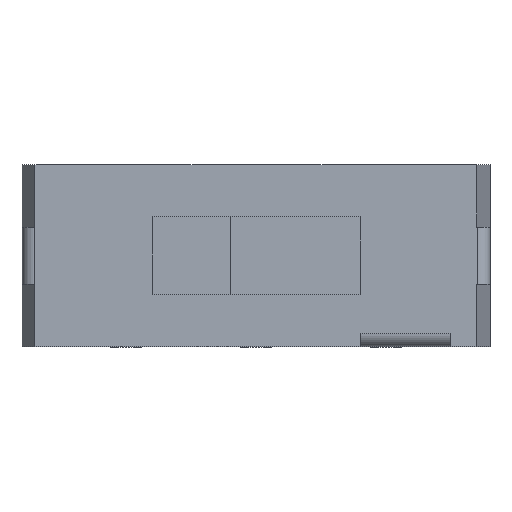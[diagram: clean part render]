
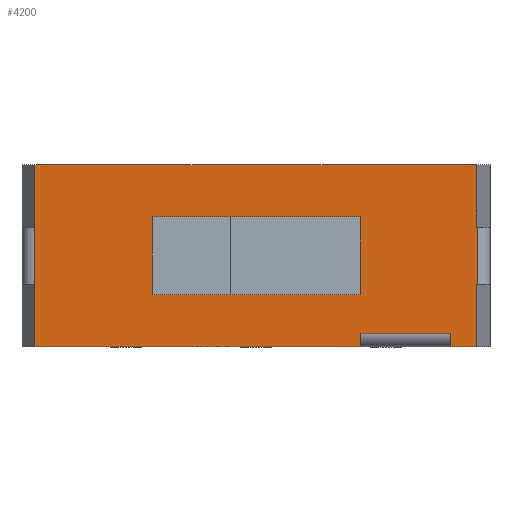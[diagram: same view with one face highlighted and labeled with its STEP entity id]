
A CAD part, top view. The second image highlights one B-rep face of the part: STEP entity #4200.
In plain terms, the highlighted planar face has unit normal (0, 0, 1).
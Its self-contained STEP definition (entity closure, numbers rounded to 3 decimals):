
#3950 = VERTEX_POINT('',#3951);
#3951 = CARTESIAN_POINT('',(2.,-1.75,3.25));
#3957 = EDGE_CURVE('',#3950,#3958,#3960,.T.);
#3958 = VERTEX_POINT('',#3959);
#3959 = CARTESIAN_POINT('',(2.,-1.749,3.25));
#3960 = LINE('',#3961,#3962);
#3961 = CARTESIAN_POINT('',(2.,-1.75,3.25));
#3962 = VECTOR('',#3963,1.);
#3963 = DIRECTION('',(0.,1.,0.));
#3965 = EDGE_CURVE('',#3958,#3966,#3968,.T.);
#3966 = VERTEX_POINT('',#3967);
#3967 = CARTESIAN_POINT('',(2.,-1.499,3.25));
#3968 = LINE('',#3969,#3970);
#3969 = CARTESIAN_POINT('',(2.,-0.875,3.25));
#3970 = VECTOR('',#3971,1.);
#3971 = DIRECTION('',(0.,1.,0.));
#4008 = VERTEX_POINT('',#4009);
#4009 = CARTESIAN_POINT('',(3.75,-1.499,3.25));
#4016 = EDGE_CURVE('',#3966,#4008,#4017,.T.);
#4017 = LINE('',#4018,#4019);
#4018 = CARTESIAN_POINT('',(2.,-1.499,3.25));
#4019 = VECTOR('',#4020,1.);
#4020 = DIRECTION('',(1.,0.,0.));
#4049 = EDGE_CURVE('',#4050,#4008,#4052,.T.);
#4050 = VERTEX_POINT('',#4051);
#4051 = CARTESIAN_POINT('',(3.75,-1.749,3.25));
#4052 = LINE('',#4053,#4054);
#4053 = CARTESIAN_POINT('',(3.75,-0.75,3.25));
#4054 = VECTOR('',#4055,1.);
#4055 = DIRECTION('',(0.,1.,0.));
#4057 = EDGE_CURVE('',#4050,#4058,#4060,.T.);
#4058 = VERTEX_POINT('',#4059);
#4059 = CARTESIAN_POINT('',(3.75,-1.75,3.25));
#4060 = LINE('',#4061,#4062);
#4061 = CARTESIAN_POINT('',(3.75,-1.5,3.25));
#4062 = VECTOR('',#4063,1.);
#4063 = DIRECTION('',(0.,-1.,0.));
#4200 = ADVANCED_FACE('',(#4201,#4310),#4344,.T.);
#4201 = FACE_BOUND('',#4202,.T.);
#4202 = EDGE_LOOP('',(#4203,#4213,#4221,#4229,#4237,#4243,#4244,#4245,
    #4246,#4247,#4248,#4256,#4264,#4272,#4280,#4288,#4296,#4304));
#4203 = ORIENTED_EDGE('',*,*,#4204,.T.);
#4204 = EDGE_CURVE('',#4205,#4207,#4209,.T.);
#4205 = VERTEX_POINT('',#4206);
#4206 = CARTESIAN_POINT('',(-4.25,0.55,3.25));
#4207 = VERTEX_POINT('',#4208);
#4208 = CARTESIAN_POINT('',(-4.25,0.55,3.25));
#4209 = LINE('',#4210,#4211);
#4210 = CARTESIAN_POINT('',(-4.25,0.55,3.25));
#4211 = VECTOR('',#4212,1.);
#4212 = DIRECTION('',(-1.,0.,0.));
#4213 = ORIENTED_EDGE('',*,*,#4214,.T.);
#4214 = EDGE_CURVE('',#4207,#4215,#4217,.T.);
#4215 = VERTEX_POINT('',#4216);
#4216 = CARTESIAN_POINT('',(-4.25,-0.55,3.25));
#4217 = LINE('',#4218,#4219);
#4218 = CARTESIAN_POINT('',(-4.25,0.55,3.25));
#4219 = VECTOR('',#4220,1.);
#4220 = DIRECTION('',(0.,-1.,0.));
#4221 = ORIENTED_EDGE('',*,*,#4222,.F.);
#4222 = EDGE_CURVE('',#4223,#4215,#4225,.T.);
#4223 = VERTEX_POINT('',#4224);
#4224 = CARTESIAN_POINT('',(-4.25,-0.55,3.25));
#4225 = LINE('',#4226,#4227);
#4226 = CARTESIAN_POINT('',(-4.25,-0.55,3.25));
#4227 = VECTOR('',#4228,1.);
#4228 = DIRECTION('',(-1.,0.,0.));
#4229 = ORIENTED_EDGE('',*,*,#4230,.F.);
#4230 = EDGE_CURVE('',#4231,#4223,#4233,.T.);
#4231 = VERTEX_POINT('',#4232);
#4232 = CARTESIAN_POINT('',(-4.25,-1.75,3.25));
#4233 = LINE('',#4234,#4235);
#4234 = CARTESIAN_POINT('',(-4.25,-1.75,3.25));
#4235 = VECTOR('',#4236,1.);
#4236 = DIRECTION('',(0.,1.,0.));
#4237 = ORIENTED_EDGE('',*,*,#4238,.T.);
#4238 = EDGE_CURVE('',#4231,#3950,#4239,.T.);
#4239 = LINE('',#4240,#4241);
#4240 = CARTESIAN_POINT('',(-4.25,-1.75,3.25));
#4241 = VECTOR('',#4242,1.);
#4242 = DIRECTION('',(1.,0.,0.));
#4243 = ORIENTED_EDGE('',*,*,#3957,.T.);
#4244 = ORIENTED_EDGE('',*,*,#3965,.T.);
#4245 = ORIENTED_EDGE('',*,*,#4016,.T.);
#4246 = ORIENTED_EDGE('',*,*,#4049,.F.);
#4247 = ORIENTED_EDGE('',*,*,#4057,.T.);
#4248 = ORIENTED_EDGE('',*,*,#4249,.T.);
#4249 = EDGE_CURVE('',#4058,#4250,#4252,.T.);
#4250 = VERTEX_POINT('',#4251);
#4251 = CARTESIAN_POINT('',(4.25,-1.75,3.25));
#4252 = LINE('',#4253,#4254);
#4253 = CARTESIAN_POINT('',(3.75,-1.75,3.25));
#4254 = VECTOR('',#4255,1.);
#4255 = DIRECTION('',(1.,0.,0.));
#4256 = ORIENTED_EDGE('',*,*,#4257,.F.);
#4257 = EDGE_CURVE('',#4258,#4250,#4260,.T.);
#4258 = VERTEX_POINT('',#4259);
#4259 = CARTESIAN_POINT('',(4.25,-0.55,3.25));
#4260 = LINE('',#4261,#4262);
#4261 = CARTESIAN_POINT('',(4.25,1.75,3.25));
#4262 = VECTOR('',#4263,1.);
#4263 = DIRECTION('',(0.,-1.,0.));
#4264 = ORIENTED_EDGE('',*,*,#4265,.T.);
#4265 = EDGE_CURVE('',#4258,#4266,#4268,.T.);
#4266 = VERTEX_POINT('',#4267);
#4267 = CARTESIAN_POINT('',(4.25,-0.55,3.25));
#4268 = LINE('',#4269,#4270);
#4269 = CARTESIAN_POINT('',(4.25,-0.55,3.25));
#4270 = VECTOR('',#4271,1.);
#4271 = DIRECTION('',(1.,0.,0.));
#4272 = ORIENTED_EDGE('',*,*,#4273,.T.);
#4273 = EDGE_CURVE('',#4266,#4274,#4276,.T.);
#4274 = VERTEX_POINT('',#4275);
#4275 = CARTESIAN_POINT('',(4.25,0.55,3.25));
#4276 = LINE('',#4277,#4278);
#4277 = CARTESIAN_POINT('',(4.25,-0.55,3.25));
#4278 = VECTOR('',#4279,1.);
#4279 = DIRECTION('',(0.,1.,0.));
#4280 = ORIENTED_EDGE('',*,*,#4281,.F.);
#4281 = EDGE_CURVE('',#4282,#4274,#4284,.T.);
#4282 = VERTEX_POINT('',#4283);
#4283 = CARTESIAN_POINT('',(4.25,0.55,3.25));
#4284 = LINE('',#4285,#4286);
#4285 = CARTESIAN_POINT('',(4.25,0.55,3.25));
#4286 = VECTOR('',#4287,1.);
#4287 = DIRECTION('',(1.,0.,0.));
#4288 = ORIENTED_EDGE('',*,*,#4289,.F.);
#4289 = EDGE_CURVE('',#4290,#4282,#4292,.T.);
#4290 = VERTEX_POINT('',#4291);
#4291 = CARTESIAN_POINT('',(4.25,1.75,3.25));
#4292 = LINE('',#4293,#4294);
#4293 = CARTESIAN_POINT('',(4.25,1.75,3.25));
#4294 = VECTOR('',#4295,1.);
#4295 = DIRECTION('',(0.,-1.,0.));
#4296 = ORIENTED_EDGE('',*,*,#4297,.F.);
#4297 = EDGE_CURVE('',#4298,#4290,#4300,.T.);
#4298 = VERTEX_POINT('',#4299);
#4299 = CARTESIAN_POINT('',(-4.25,1.75,3.25));
#4300 = LINE('',#4301,#4302);
#4301 = CARTESIAN_POINT('',(-4.25,1.75,3.25));
#4302 = VECTOR('',#4303,1.);
#4303 = DIRECTION('',(1.,0.,0.));
#4304 = ORIENTED_EDGE('',*,*,#4305,.F.);
#4305 = EDGE_CURVE('',#4205,#4298,#4306,.T.);
#4306 = LINE('',#4307,#4308);
#4307 = CARTESIAN_POINT('',(-4.25,-1.75,3.25));
#4308 = VECTOR('',#4309,1.);
#4309 = DIRECTION('',(0.,1.,0.));
#4310 = FACE_BOUND('',#4311,.T.);
#4311 = EDGE_LOOP('',(#4312,#4322,#4330,#4338));
#4312 = ORIENTED_EDGE('',*,*,#4313,.T.);
#4313 = EDGE_CURVE('',#4314,#4316,#4318,.T.);
#4314 = VERTEX_POINT('',#4315);
#4315 = CARTESIAN_POINT('',(-2.,-0.75,3.25));
#4316 = VERTEX_POINT('',#4317);
#4317 = CARTESIAN_POINT('',(-2.,0.75,3.25));
#4318 = LINE('',#4319,#4320);
#4319 = CARTESIAN_POINT('',(-2.,-0.75,3.25));
#4320 = VECTOR('',#4321,1.);
#4321 = DIRECTION('',(0.,1.,0.));
#4322 = ORIENTED_EDGE('',*,*,#4323,.T.);
#4323 = EDGE_CURVE('',#4316,#4324,#4326,.T.);
#4324 = VERTEX_POINT('',#4325);
#4325 = CARTESIAN_POINT('',(2.,0.75,3.25));
#4326 = LINE('',#4327,#4328);
#4327 = CARTESIAN_POINT('',(-2.,0.75,3.25));
#4328 = VECTOR('',#4329,1.);
#4329 = DIRECTION('',(1.,0.,0.));
#4330 = ORIENTED_EDGE('',*,*,#4331,.T.);
#4331 = EDGE_CURVE('',#4324,#4332,#4334,.T.);
#4332 = VERTEX_POINT('',#4333);
#4333 = CARTESIAN_POINT('',(2.,-0.75,3.25));
#4334 = LINE('',#4335,#4336);
#4335 = CARTESIAN_POINT('',(2.,0.75,3.25));
#4336 = VECTOR('',#4337,1.);
#4337 = DIRECTION('',(0.,-1.,0.));
#4338 = ORIENTED_EDGE('',*,*,#4339,.T.);
#4339 = EDGE_CURVE('',#4332,#4314,#4340,.T.);
#4340 = LINE('',#4341,#4342);
#4341 = CARTESIAN_POINT('',(2.,-0.75,3.25));
#4342 = VECTOR('',#4343,1.);
#4343 = DIRECTION('',(-1.,0.,0.));
#4344 = PLANE('',#4345);
#4345 = AXIS2_PLACEMENT_3D('',#4346,#4347,#4348);
#4346 = CARTESIAN_POINT('',(0.,0.,3.25)
  );
#4347 = DIRECTION('',(0.,0.,1.));
#4348 = DIRECTION('',(1.,0.,0.));
